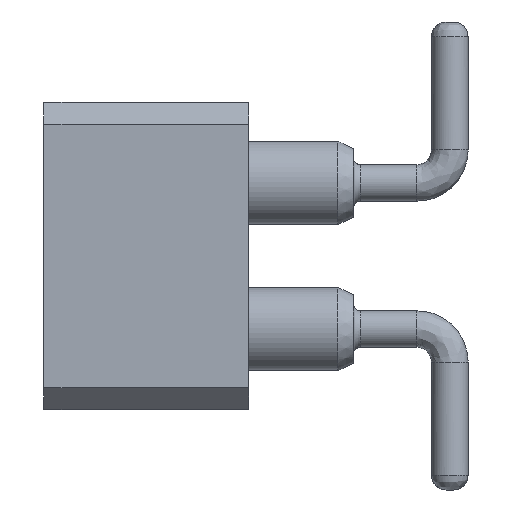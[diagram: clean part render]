
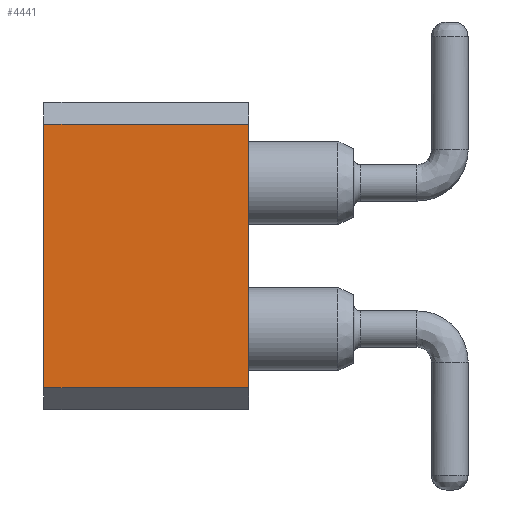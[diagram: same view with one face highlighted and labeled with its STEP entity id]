
A CAD part, left-side view. The second image highlights one B-rep face of the part: STEP entity #4441.
In plain terms, the highlighted planar face has unit normal (-1, 0, 0).
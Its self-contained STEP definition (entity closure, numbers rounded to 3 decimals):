
#259=CARTESIAN_POINT('',(-20.5,1.4,-1.8));
#260=VERTEX_POINT('',#259);
#270=CARTESIAN_POINT('',(-20.5,1.4,1.8));
#271=VERTEX_POINT('',#270);
#272=CARTESIAN_POINT('',(-20.5,1.4,1.8));
#273=CARTESIAN_POINT('',(-20.5,1.4,1.08));
#274=CARTESIAN_POINT('',(-20.5,1.4,0.36));
#275=CARTESIAN_POINT('',(-20.5,1.4,-0.36));
#276=CARTESIAN_POINT('',(-20.5,1.4,-1.08));
#277=CARTESIAN_POINT('',(-20.5,1.4,-1.8));
#278=B_SPLINE_CURVE_WITH_KNOTS('',5,(#272,#273,#274,#275,#276,#277),.UNSPECIFIED.,.F.,.U.,(6,6),(0.,3.6),.UNSPECIFIED.);
#279=EDGE_CURVE('',#271,#260,#278,.T.);
#2265=CARTESIAN_POINT('',(-20.5,-1.4,1.8));
#2266=VERTEX_POINT('',#2265);
#2276=CARTESIAN_POINT('',(-20.5,-1.4,-1.8));
#2277=VERTEX_POINT('',#2276);
#2278=CARTESIAN_POINT('',(-20.5,-1.4,1.8));
#2279=CARTESIAN_POINT('',(-20.5,-1.4,1.08));
#2280=CARTESIAN_POINT('',(-20.5,-1.4,0.36));
#2281=CARTESIAN_POINT('',(-20.5,-1.4,-0.36));
#2282=CARTESIAN_POINT('',(-20.5,-1.4,-1.08));
#2283=CARTESIAN_POINT('',(-20.5,-1.4,-1.8));
#2284=B_SPLINE_CURVE_WITH_KNOTS('',5,(#2278,#2279,#2280,#2281,#2282,#2283),.UNSPECIFIED.,.F.,.U.,(6,6),(0.,3.6),.UNSPECIFIED.);
#2285=EDGE_CURVE('',#2266,#2277,#2284,.T.);
#4407=CARTESIAN_POINT('',(-20.5,1.4,-1.8));
#4408=CARTESIAN_POINT('',(-20.5,0.84,-1.8));
#4409=CARTESIAN_POINT('',(-20.5,0.28,-1.8));
#4410=CARTESIAN_POINT('',(-20.5,-0.28,-1.8));
#4411=CARTESIAN_POINT('',(-20.5,-0.84,-1.8));
#4412=CARTESIAN_POINT('',(-20.5,-1.4,-1.8));
#4413=B_SPLINE_CURVE_WITH_KNOTS('',5,(#4407,#4408,#4409,#4410,#4411,#4412),.UNSPECIFIED.,.F.,.U.,(6,6),(0.,2.8),.UNSPECIFIED.);
#4414=EDGE_CURVE('',#260,#2277,#4413,.T.);
#4422=CARTESIAN_POINT('',(-20.5,0.,0.));
#4423=DIRECTION('',(0.,0.,1.));
#4424=DIRECTION('',(-1.,0.,0.));
#4425=AXIS2_PLACEMENT_3D('',#4422,#4424,#4423);
#4426=PLANE('',#4425);
#4427=ORIENTED_EDGE('',*,*,#279,.T.);
#4428=ORIENTED_EDGE('',*,*,#4414,.T.);
#4429=ORIENTED_EDGE('',*,*,#2285,.F.);
#4430=CARTESIAN_POINT('',(-20.5,1.4,1.8));
#4431=CARTESIAN_POINT('',(-20.5,0.84,1.8));
#4432=CARTESIAN_POINT('',(-20.5,0.28,1.8));
#4433=CARTESIAN_POINT('',(-20.5,-0.28,1.8));
#4434=CARTESIAN_POINT('',(-20.5,-0.84,1.8));
#4435=CARTESIAN_POINT('',(-20.5,-1.4,1.8));
#4436=B_SPLINE_CURVE_WITH_KNOTS('',5,(#4430,#4431,#4432,#4433,#4434,#4435),.UNSPECIFIED.,.F.,.U.,(6,6),(0.,2.8),.UNSPECIFIED.);
#4437=EDGE_CURVE('',#271,#2266,#4436,.T.);
#4438=ORIENTED_EDGE('',*,*,#4437,.F.);
#4439=EDGE_LOOP('',(#4427,#4428,#4429,#4438));
#4440=FACE_OUTER_BOUND('',#4439,.T.);
#4441=ADVANCED_FACE('',(#4440),#4426,.T.);
